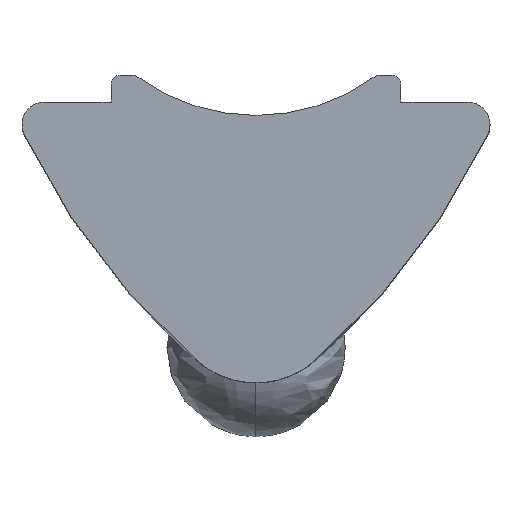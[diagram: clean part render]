
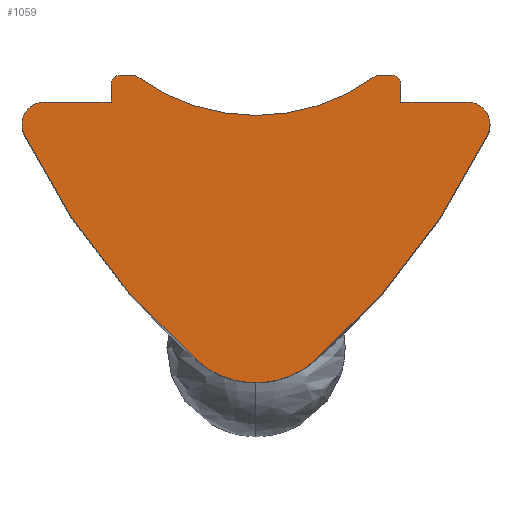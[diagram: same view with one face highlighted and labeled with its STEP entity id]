
A CAD part, top view. The second image highlights one B-rep face of the part: STEP entity #1059.
In plain terms, the highlighted planar face has unit normal (0, 0, 1).
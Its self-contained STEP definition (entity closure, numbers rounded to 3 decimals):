
#6 = EDGE_CURVE ( 'NONE', #752, #532, #822, .T. ) ;
#22 = ORIENTED_EDGE ( 'NONE', *, *, #6, .F. ) ;
#25 = EDGE_CURVE ( 'NONE', #854, #744, #459, .T. ) ;
#29 = LINE ( 'NONE', #527, #716 ) ;
#33 = LINE ( 'NONE', #292, #304 ) ;
#37 = ORIENTED_EDGE ( 'NONE', *, *, #718, .F. ) ;
#75 = DIRECTION ( 'NONE',  ( 1., 0., 0. ) ) ;
#85 = VERTEX_POINT ( 'NONE', #707 ) ;
#102 = CIRCLE ( 'NONE', #659, 0.2 ) ;
#104 = ORIENTED_EDGE ( 'NONE', *, *, #425, .T. ) ;
#110 = VERTEX_POINT ( 'NONE', #1046 ) ;
#119 = PLANE ( 'NONE',  #749 ) ;
#120 = AXIS2_PLACEMENT_3D ( 'NONE', #907, #734, #915 ) ;
#122 = VERTEX_POINT ( 'NONE', #129 ) ;
#124 = EDGE_CURVE ( 'NONE', #122, #898, #568, .T. ) ;
#129 = CARTESIAN_POINT ( 'NONE',  ( -1.315, -5.807, 8.5 ) ) ;
#154 = CARTESIAN_POINT ( 'NONE',  ( 2.766, 0.6, 8.5 ) ) ;
#160 = DIRECTION ( 'NONE',  ( 1., 0., 0. ) ) ;
#162 = CIRCLE ( 'NONE', #919, 2. ) ;
#168 = VERTEX_POINT ( 'NONE', #739 ) ;
#169 = EDGE_CURVE ( 'NONE', #925, #724, #454, .T. ) ;
#176 = EDGE_CURVE ( 'NONE', #244, #110, #1066, .T. ) ;
#178 = ORIENTED_EDGE ( 'NONE', *, *, #748, .F. ) ;
#180 = DIRECTION ( 'NONE',  ( -1., 0., 0. ) ) ;
#198 = DIRECTION ( 'NONE',  ( 1., 0., 0. ) ) ;
#205 = EDGE_CURVE ( 'NONE', #1082, #925, #259, .T. ) ;
#215 = VERTEX_POINT ( 'NONE', #699 ) ;
#224 = DIRECTION ( 'NONE',  ( 0., 0., -1. ) ) ;
#237 = CARTESIAN_POINT ( 'NONE',  ( 4.75, 0., 8.5 ) ) ;
#244 = VERTEX_POINT ( 'NONE', #849 ) ;
#248 = DIRECTION ( 'NONE',  ( 0., 0., -1. ) ) ;
#250 = CARTESIAN_POINT ( 'NONE',  ( 4.75, -0.5, 8.5 ) ) ;
#259 = CIRCLE ( 'NONE', #673, 4.5 ) ;
#260 = CIRCLE ( 'NONE', #499, 0.2 ) ;
#264 = CARTESIAN_POINT ( 'NONE',  ( -3.25, 0.6, 8.5 ) ) ;
#265 = DIRECTION ( 'NONE',  ( 1., 0., 0. ) ) ;
#268 = DIRECTION ( 'NONE',  ( 0., 0., -1. ) ) ;
#279 = ORIENTED_EDGE ( 'NONE', *, *, #25, .T. ) ;
#281 = CARTESIAN_POINT ( 'NONE',  ( -3.25, 0.4, 8.5 ) ) ;
#286 = VERTEX_POINT ( 'NONE', #469 ) ;
#291 = DIRECTION ( 'NONE',  ( 1., 0., 0. ) ) ;
#292 = CARTESIAN_POINT ( 'NONE',  ( -3.25, 0., 8.5 ) ) ;
#304 = VECTOR ( 'NONE', #692, 1000. ) ;
#328 = DIRECTION ( 'NONE',  ( -1., 0., 0. ) ) ;
#340 = DIRECTION ( 'NONE',  ( 0., 0., -1. ) ) ;
#347 = CARTESIAN_POINT ( 'NONE',  ( 3.05, 0.4, 8.5 ) ) ;
#362 = ORIENTED_EDGE ( 'NONE', *, *, #205, .F. ) ;
#367 = ORIENTED_EDGE ( 'NONE', *, *, #604, .F. ) ;
#393 = CIRCLE ( 'NONE', #571, 0.5 ) ;
#405 = CARTESIAN_POINT ( 'NONE',  ( 2.766, 0.4, 8.5 ) ) ;
#408 = ORIENTED_EDGE ( 'NONE', *, *, #729, .T. ) ;
#412 = EDGE_CURVE ( 'NONE', #854, #1082, #260, .T. ) ;
#415 = EDGE_CURVE ( 'NONE', #286, #85, #939, .T. ) ;
#425 = EDGE_CURVE ( 'NONE', #215, #532, #29, .T. ) ;
#437 = VECTOR ( 'NONE', #328, 1000. ) ;
#438 = CARTESIAN_POINT ( 'NONE',  ( 4.75, -0.5, 8.5 ) ) ;
#442 = ORIENTED_EDGE ( 'NONE', *, *, #415, .F. ) ;
#443 = DIRECTION ( 'NONE',  ( 0., 0., 1. ) ) ;
#454 = CIRCLE ( 'NONE', #657, 0.2 ) ;
#459 = LINE ( 'NONE', #264, #1032 ) ;
#469 = CARTESIAN_POINT ( 'NONE',  ( 5.2, -0.718, 8.5 ) ) ;
#483 = DIRECTION ( 'NONE',  ( 0., 0., -1. ) ) ;
#488 = CARTESIAN_POINT ( 'NONE',  ( -4.75, 0., 8.5 ) ) ;
#499 = AXIS2_PLACEMENT_3D ( 'NONE', #900, #483, #75 ) ;
#515 = ORIENTED_EDGE ( 'NONE', *, *, #821, .F. ) ;
#525 = CARTESIAN_POINT ( 'NONE',  ( 2.648, 0.562, 8.5 ) ) ;
#527 = CARTESIAN_POINT ( 'NONE',  ( 3.25, 0., 8.5 ) ) ;
#529 = EDGE_CURVE ( 'NONE', #244, #215, #935, .T. ) ;
#531 = CARTESIAN_POINT ( 'NONE',  ( -2.766, 0.6, 8.5 ) ) ;
#532 = VERTEX_POINT ( 'NONE', #964 ) ;
#549 = DIRECTION ( 'NONE',  ( 1., 0., 0. ) ) ;
#550 = ORIENTED_EDGE ( 'NONE', *, *, #176, .F. ) ;
#568 = CIRCLE ( 'NONE', #850, 16. ) ;
#571 = AXIS2_PLACEMENT_3D ( 'NONE', #873, #697, #950 ) ;
#581 = DIRECTION ( 'NONE',  ( 1., 0., 0. ) ) ;
#604 = EDGE_CURVE ( 'NONE', #85, #122, #162, .T. ) ;
#615 = CARTESIAN_POINT ( 'NONE',  ( -5.2, -0.718, 8.5 ) ) ;
#625 = CARTESIAN_POINT ( 'NONE',  ( -2.648, 0.562, 8.5 ) ) ;
#626 = VECTOR ( 'NONE', #160, 1000. ) ;
#639 = CARTESIAN_POINT ( 'NONE',  ( 0., -4.3, 8.5 ) ) ;
#645 = VERTEX_POINT ( 'NONE', #488 ) ;
#657 = AXIS2_PLACEMENT_3D ( 'NONE', #405, #248, #581 ) ;
#659 = AXIS2_PLACEMENT_3D ( 'NONE', #1011, #758, #265 ) ;
#666 = DIRECTION ( 'NONE',  ( 1., 0., 0. ) ) ;
#673 = AXIS2_PLACEMENT_3D ( 'NONE', #783, #443, #198 ) ;
#692 = DIRECTION ( 'NONE',  ( 0., -1., 0. ) ) ;
#696 = AXIS2_PLACEMENT_3D ( 'NONE', #738, #1076, #995 ) ;
#697 = DIRECTION ( 'NONE',  ( 0., 0., -1. ) ) ;
#699 = CARTESIAN_POINT ( 'NONE',  ( 3.25, 0., 8.5 ) ) ;
#703 = DIRECTION ( 'NONE',  ( -1., 0., 0. ) ) ;
#707 = CARTESIAN_POINT ( 'NONE',  ( 1.315, -5.807, 8.5 ) ) ;
#712 = ORIENTED_EDGE ( 'NONE', *, *, #412, .F. ) ;
#716 = VECTOR ( 'NONE', #1023, 1000. ) ;
#718 = EDGE_CURVE ( 'NONE', #645, #168, #994, .T. ) ;
#724 = VERTEX_POINT ( 'NONE', #154 ) ;
#729 = EDGE_CURVE ( 'NONE', #752, #724, #820, .T. ) ;
#734 = DIRECTION ( 'NONE',  ( 0., 0., -1. ) ) ;
#736 = CARTESIAN_POINT ( 'NONE',  ( 3.25, 0.6, 8.5 ) ) ;
#738 = CARTESIAN_POINT ( 'NONE',  ( -9.203, 6.25, 8.5 ) ) ;
#739 = CARTESIAN_POINT ( 'NONE',  ( -3.25, 0., 8.5 ) ) ;
#744 = VERTEX_POINT ( 'NONE', #926 ) ;
#748 = EDGE_CURVE ( 'NONE', #953, #744, #102, .T. ) ;
#749 = AXIS2_PLACEMENT_3D ( 'NONE', #438, #268, #929 ) ;
#750 = EDGE_LOOP ( 'NONE', ( #945, #362, #712, #279, #178, #757, #37, #815, #862, #367, #442, #515, #550, #840, #104, #22, #408 ) ) ;
#752 = VERTEX_POINT ( 'NONE', #841 ) ;
#757 = ORIENTED_EDGE ( 'NONE', *, *, #909, .T. ) ;
#758 = DIRECTION ( 'NONE',  ( 0., 0., -1. ) ) ;
#783 = CARTESIAN_POINT ( 'NONE',  ( 0., 4.2, 8.5 ) ) ;
#791 = DIRECTION ( 'NONE',  ( 0., 0., -1. ) ) ;
#803 = DIRECTION ( 'NONE',  ( 0., 0., -1. ) ) ;
#815 = ORIENTED_EDGE ( 'NONE', *, *, #984, .F. ) ;
#820 = LINE ( 'NONE', #736, #437 ) ;
#821 = EDGE_CURVE ( 'NONE', #110, #286, #838, .T. ) ;
#822 = CIRCLE ( 'NONE', #834, 0.2 ) ;
#823 = VECTOR ( 'NONE', #703, 1000. ) ;
#834 = AXIS2_PLACEMENT_3D ( 'NONE', #347, #791, #291 ) ;
#838 = CIRCLE ( 'NONE', #1036, 0.5 ) ;
#840 = ORIENTED_EDGE ( 'NONE', *, *, #529, .T. ) ;
#841 = CARTESIAN_POINT ( 'NONE',  ( 3.05, 0.6, 8.5 ) ) ;
#849 = CARTESIAN_POINT ( 'NONE',  ( 4.75, 0., 8.5 ) ) ;
#850 = AXIS2_PLACEMENT_3D ( 'NONE', #974, #224, #549 ) ;
#854 = VERTEX_POINT ( 'NONE', #531 ) ;
#862 = ORIENTED_EDGE ( 'NONE', *, *, #124, .F. ) ;
#866 = FACE_OUTER_BOUND ( 'NONE', #750, .T. ) ;
#873 = CARTESIAN_POINT ( 'NONE',  ( -4.75, -0.5, 8.5 ) ) ;
#898 = VERTEX_POINT ( 'NONE', #615 ) ;
#900 = CARTESIAN_POINT ( 'NONE',  ( -2.766, 0.4, 8.5 ) ) ;
#907 = CARTESIAN_POINT ( 'NONE',  ( 4.75, -0.5, 8.5 ) ) ;
#909 = EDGE_CURVE ( 'NONE', #953, #168, #33, .T. ) ;
#915 = DIRECTION ( 'NONE',  ( 1., 0., 0. ) ) ;
#919 = AXIS2_PLACEMENT_3D ( 'NONE', #639, #803, #990 ) ;
#925 = VERTEX_POINT ( 'NONE', #525 ) ;
#926 = CARTESIAN_POINT ( 'NONE',  ( -3.05, 0.6, 8.5 ) ) ;
#929 = DIRECTION ( 'NONE',  ( -1., 0., 0. ) ) ;
#935 = LINE ( 'NONE', #1039, #823 ) ;
#939 = CIRCLE ( 'NONE', #696, 16. ) ;
#945 = ORIENTED_EDGE ( 'NONE', *, *, #169, .F. ) ;
#950 = DIRECTION ( 'NONE',  ( 1., 0., 0. ) ) ;
#953 = VERTEX_POINT ( 'NONE', #281 ) ;
#964 = CARTESIAN_POINT ( 'NONE',  ( 3.25, 0.4, 8.5 ) ) ;
#974 = CARTESIAN_POINT ( 'NONE',  ( 9.203, 6.25, 8.5 ) ) ;
#984 = EDGE_CURVE ( 'NONE', #898, #645, #393, .T. ) ;
#990 = DIRECTION ( 'NONE',  ( 1., 0., 0. ) ) ;
#994 = LINE ( 'NONE', #237, #626 ) ;
#995 = DIRECTION ( 'NONE',  ( 1., 0., 0. ) ) ;
#1011 = CARTESIAN_POINT ( 'NONE',  ( -3.05, 0.4, 8.5 ) ) ;
#1023 = DIRECTION ( 'NONE',  ( 0., 1., 0. ) ) ;
#1032 = VECTOR ( 'NONE', #180, 1000. ) ;
#1036 = AXIS2_PLACEMENT_3D ( 'NONE', #250, #340, #666 ) ;
#1039 = CARTESIAN_POINT ( 'NONE',  ( 3.25, 0., 8.5 ) ) ;
#1046 = CARTESIAN_POINT ( 'NONE',  ( 5.25, -0.5, 8.5 ) ) ;
#1059 = ADVANCED_FACE ( 'NONE', ( #866 ), #119, .F. ) ;
#1066 = CIRCLE ( 'NONE', #120, 0.5 ) ;
#1076 = DIRECTION ( 'NONE',  ( 0., 0., -1. ) ) ;
#1082 = VERTEX_POINT ( 'NONE', #625 ) ;
